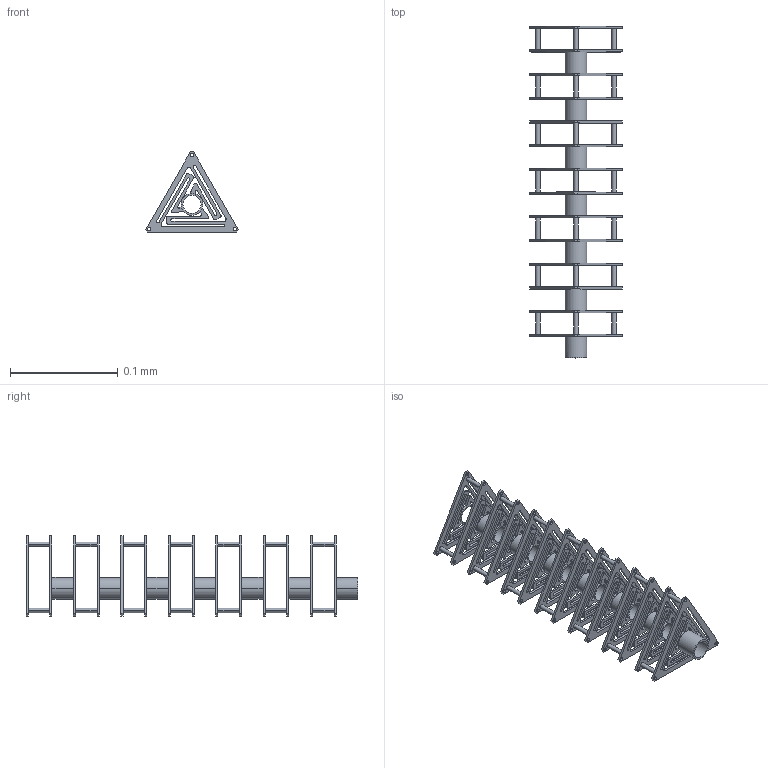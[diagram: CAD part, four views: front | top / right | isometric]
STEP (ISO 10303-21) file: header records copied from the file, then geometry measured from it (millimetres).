
FILE_DESCRIPTION (( 'STEP AP214' ), '1' );
FILE_NAME ('Wakrabot_final_SI.STEP', '2022-12-20T08:32:17', ( '' ), ( '' ), 'SwSTEP 2.0', 'SolidWorks 2021', '' );
FILE_SCHEMA (( 'AUTOMOTIVE_DESIGN' ));
Length unit declared in the file: metre
Products named in the file (1): Wakrabot_final_SI
Bounding box: 0.09 x 0.31 x 0.07 mm (x, y, z)
Volume: 0 mm3; surface area: 0.1 mm2
Topology: 1 solids, 1 shells, 1078 faces, 3186 edges, 2098 vertices
Faces by surface type: cylinder 590, plane 488
Entity records: 48680 total; most frequent: DIRECTION 6602, ORIENTED_EDGE 6372, CARTESIAN_POINT 6363, EDGE_CURVE 3186, AXIS2_PLACEMENT_3D 2337, VERTEX_POINT 2098, VECTOR 1928, LINE 1928
